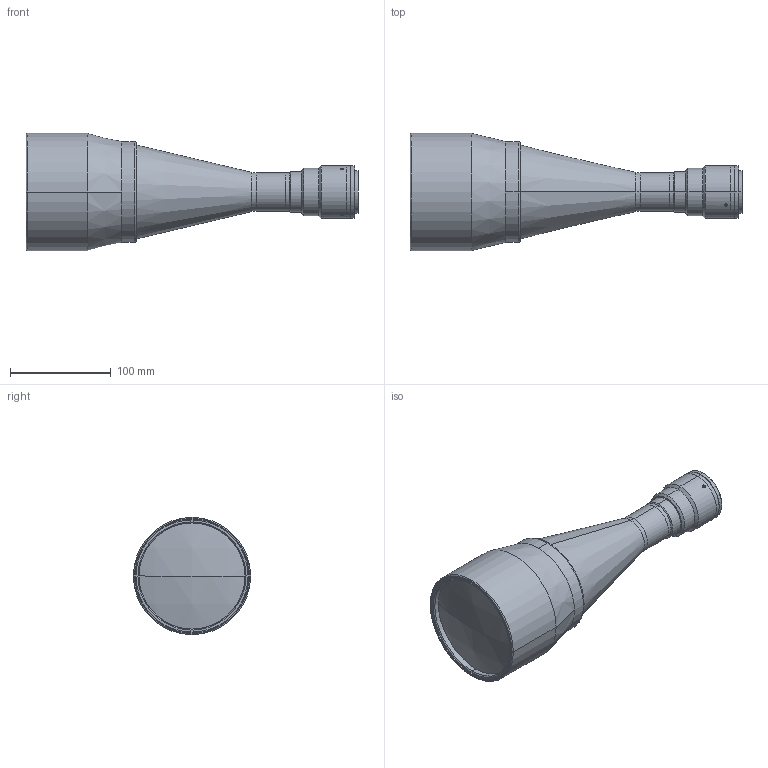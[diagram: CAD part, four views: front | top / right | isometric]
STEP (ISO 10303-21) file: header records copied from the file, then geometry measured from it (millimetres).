
FILE_DESCRIPTION (( 'STEP AP203' ), '1' );
FILE_NAME ('DP71404_TC2MHR080-E.step', '2021-10-04T07:33:12', ( '' ), ( '' ), 'SwSTEP 2.0', 'SolidWorks 2021', '' );
FILE_SCHEMA (( 'CONFIG_CONTROL_DESIGN' ));
Length unit declared in the file: millimetre
Products named in the file (1): DP71404_TC2MHR080-E
Bounding box: 328.83 x 116 x 116 mm (x, y, z)
Surface area: 113721.6 mm2 (no closed solid volume)
Topology: 0 solids, 17 shells, 100 faces, 276 edges, 193 vertices
Faces by surface type: plane 36, cylinder 34, cone 22, torus 6, sphere 2
Entity records: 3501 total; most frequent: CARTESIAN_POINT 810, DIRECTION 600, ORIENTED_EDGE 442, EDGE_CURVE 276, AXIS2_PLACEMENT_3D 239, VERTEX_POINT 193, CIRCLE 138, EDGE_LOOP 123
